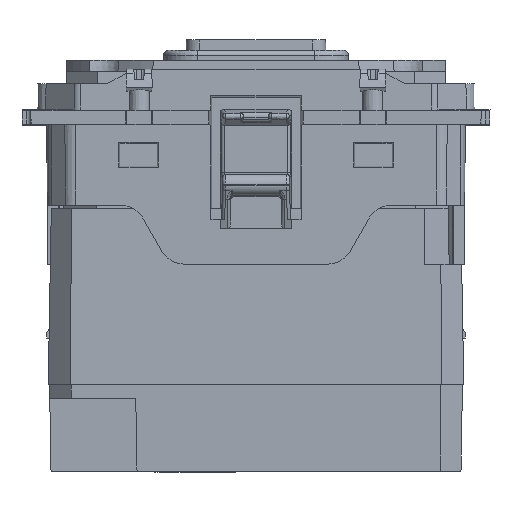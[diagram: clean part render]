
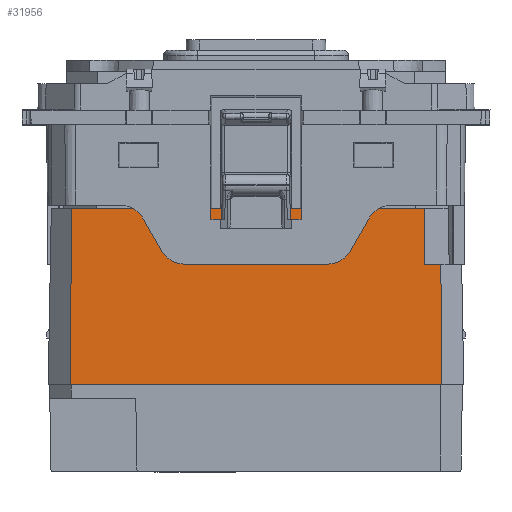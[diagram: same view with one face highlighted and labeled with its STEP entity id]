
A CAD part, left-side view. The second image highlights one B-rep face of the part: STEP entity #31956.
In plain terms, the highlighted planar face has unit normal (-1, 0, 0.018).
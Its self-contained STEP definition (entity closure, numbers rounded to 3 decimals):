
#31935=AXIS2_PLACEMENT_3D('Plane Axis2P3D',#31932,#31933,#31934) ;
#21001=CARTESIAN_POINT('Vertex',(-19.703,17.756,-8.)) ;
#21004=CARTESIAN_POINT('Line Origine',(-19.703,0.778,-8.)) ;
#21008=CARTESIAN_POINT('Vertex',(-19.703,-16.2,-8.)) ;
#30641=CARTESIAN_POINT('Control Point',(-19.798,-16.239,-13.4)) ;
#30642=CARTESIAN_POINT('Control Point',(-19.703,-16.2,-8.)) ;
#30643=CARTESIAN_POINT('Vertex',(-19.798,-16.239,-13.4)) ;
#30750=CARTESIAN_POINT('Line Origine',(-19.798,-17.017,-13.4)) ;
#30754=CARTESIAN_POINT('Vertex',(-19.798,-17.795,-13.4)) ;
#31918=CARTESIAN_POINT('Vertex',(-20.,17.879,-25.)) ;
#31922=CARTESIAN_POINT('Control Point',(-20.,17.879,-25.)) ;
#31923=CARTESIAN_POINT('Control Point',(-19.703,17.756,-8.)) ;
#31932=CARTESIAN_POINT('Axis2P3D Location',(-20.,0.,-25.)) ;
#31937=CARTESIAN_POINT('Line Origine',(-20.,0.,-25.)) ;
#31941=CARTESIAN_POINT('Vertex',(-20.,-17.879,-25.)) ;
#31945=CARTESIAN_POINT('Control Point',(-20.,-17.879,-25.)) ;
#31946=CARTESIAN_POINT('Control Point',(-19.798,-17.795,-13.4)) ;
#21005=DIRECTION('Vector Direction',(0.,-1.,0.)) ;
#30751=DIRECTION('Vector Direction',(0.,-1.,0.)) ;
#31933=DIRECTION('Axis2P3D Direction',(1.,0.,-0.017)) ;
#31934=DIRECTION('Axis2P3D XDirection',(0.,-1.,0.)) ;
#31938=DIRECTION('Vector Direction',(0.,-1.,0.)) ;
#21006=VECTOR('Line Direction',#21005,1.) ;
#30752=VECTOR('Line Direction',#30751,1.) ;
#31939=VECTOR('Line Direction',#31938,1.) ;
#31949=ORIENTED_EDGE('',*,*,#30756,.F.) ;
#31950=ORIENTED_EDGE('',*,*,#30645,.T.) ;
#31951=ORIENTED_EDGE('',*,*,#21010,.F.) ;
#31952=ORIENTED_EDGE('',*,*,#31924,.F.) ;
#31953=ORIENTED_EDGE('',*,*,#31943,.F.) ;
#31954=ORIENTED_EDGE('',*,*,#31947,.T.) ;
#31956=ADVANCED_FACE('A015070_B .1\\capot_Type_AC\\Corps principal',(#31955),#31936,.F.) ;
#30640=B_SPLINE_CURVE_WITH_KNOTS('',1,(#30641,#30642),.UNSPECIFIED.,.F.,.U.,(2,2),(-2.7,2.7),.UNSPECIFIED.) ;
#31921=B_SPLINE_CURVE_WITH_KNOTS('',1,(#31922,#31923),.UNSPECIFIED.,.F.,.U.,(2,2),(-10.262,6.741),.UNSPECIFIED.) ;
#31944=B_SPLINE_CURVE_WITH_KNOTS('',1,(#31945,#31946),.UNSPECIFIED.,.F.,.U.,(2,2),(-10.262,1.34),.UNSPECIFIED.) ;
#21010=EDGE_CURVE('',#21002,#21009,#21007,.T.) ;
#30645=EDGE_CURVE('',#30644,#21009,#30640,.T.) ;
#30756=EDGE_CURVE('',#30644,#30755,#30753,.T.) ;
#31924=EDGE_CURVE('',#31919,#21002,#31921,.T.) ;
#31943=EDGE_CURVE('',#31942,#31919,#31940,.F.) ;
#31947=EDGE_CURVE('',#31942,#30755,#31944,.T.) ;
#31948=EDGE_LOOP('',(#31949,#31950,#31951,#31952,#31953,#31954)) ;
#31955=FACE_OUTER_BOUND('',#31948,.T.) ;
#21007=LINE('Line',#21004,#21006) ;
#30753=LINE('Line',#30750,#30752) ;
#31940=LINE('Line',#31937,#31939) ;
#31936=PLANE('',#31935) ;
#21002=VERTEX_POINT('',#21001) ;
#21009=VERTEX_POINT('',#21008) ;
#30644=VERTEX_POINT('',#30643) ;
#30755=VERTEX_POINT('',#30754) ;
#31919=VERTEX_POINT('',#31918) ;
#31942=VERTEX_POINT('',#31941) ;
